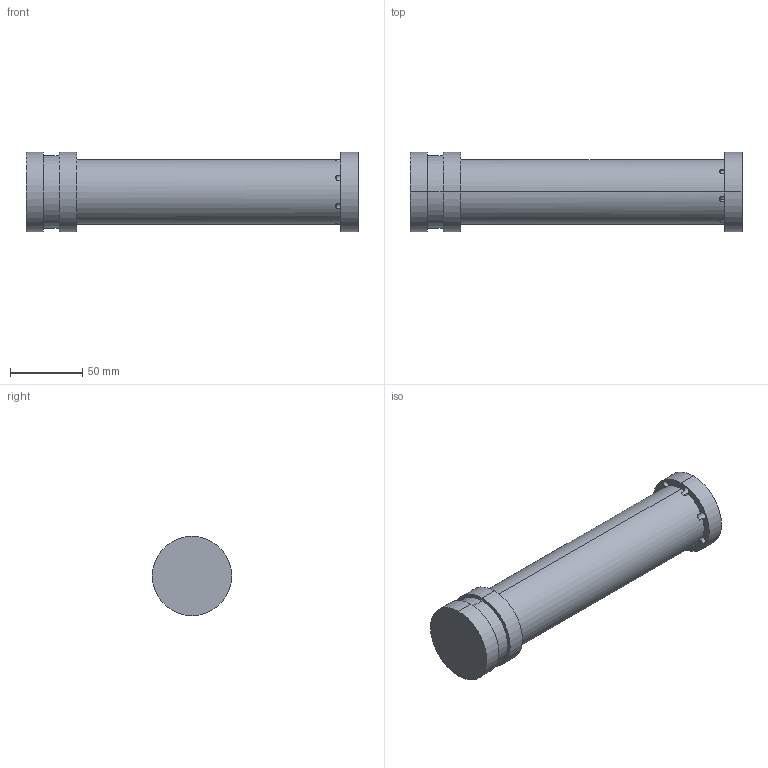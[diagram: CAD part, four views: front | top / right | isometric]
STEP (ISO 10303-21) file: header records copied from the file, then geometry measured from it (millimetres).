
FILE_DESCRIPTION (( 'STEP AP214' ), '1' );
FILE_NAME ('000097A-001.STEP', '2023-08-07T12:22:31', ( '' ), ( '' ), 'SwSTEP 2.0', 'SolidWorks 2023', '' );
FILE_SCHEMA (( 'AUTOMOTIVE_DESIGN' ));
Length unit declared in the file: millimetre
Products named in the file (1): 000097A-001
Bounding box: 230 x 55 x 55 mm (x, y, z)
Volume: 396467.2 mm3; surface area: 42051.3 mm2
Topology: 1 solids, 1 shells, 53 faces, 146 edges, 92 vertices
Faces by surface type: cylinder 24, cone 23, plane 6
Entity records: 1843 total; most frequent: CARTESIAN_POINT 387, DIRECTION 328, ORIENTED_EDGE 292, EDGE_CURVE 146, AXIS2_PLACEMENT_3D 137, VERTEX_POINT 92, CIRCLE 83, EDGE_LOOP 64
